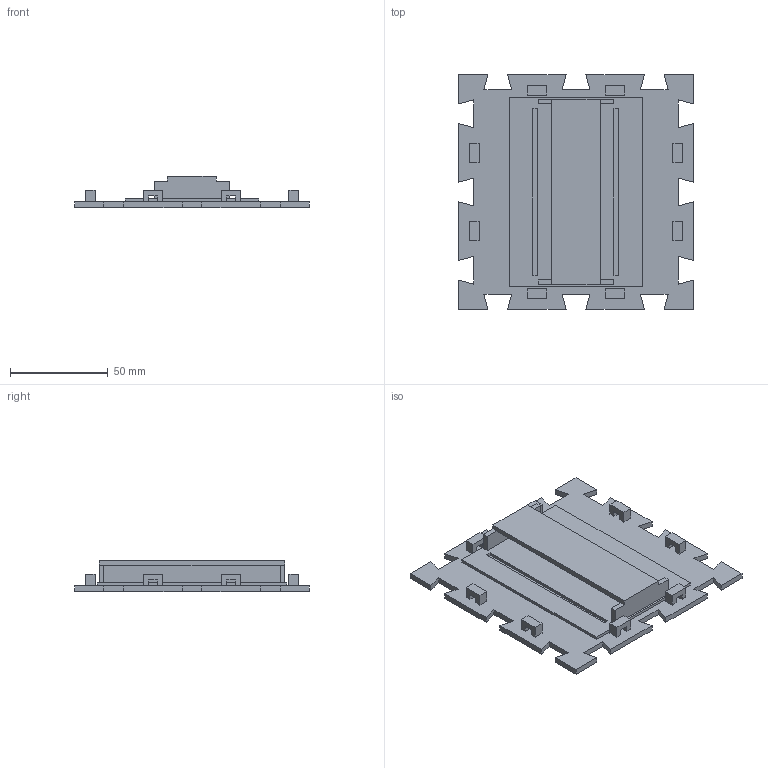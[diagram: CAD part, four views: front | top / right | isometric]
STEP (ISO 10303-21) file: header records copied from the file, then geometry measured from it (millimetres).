
FILE_DESCRIPTION(/* description */ (''),/* implementation_level */ '2;1');
FILE_NAME(/* name */ '3 electrical_connections v6.step',/* time_stamp */ '2024-10-01T12:42:28+02:00',/* author */ (''),/* organization */ (''),/* preprocessor_version */ 'ST-DEVELOPER v20',/* originating_system */ 'Autodesk Translation Framework v13.20.0.188',/* authorisation */ '');
FILE_SCHEMA (('AUTOMOTIVE_DESIGN { 1 0 10303 214 3 1 1 }'));
Length unit declared in the file: millimetre
Products named in the file (2): 3 electrical_connections; 0 base_tile
Assembly tree (1 placements, depth 2):
  3 electrical_connections
    0 base_tile
Bounding box: 120 x 120 x 16 mm (x, y, z)
Volume: 60661.1 mm3; surface area: 52054.7 mm2
Topology: 10 solids, 10 shells, 169 faces, 440 edges, 292 vertices
Faces by surface type: plane 169
Entity records: 5116 total; most frequent: CARTESIAN_POINT 904, ORIENTED_EDGE 880, DIRECTION 784, LINE 440, VECTOR 440, EDGE_CURVE 440, VERTEX_POINT 292, EDGE_LOOP 174
